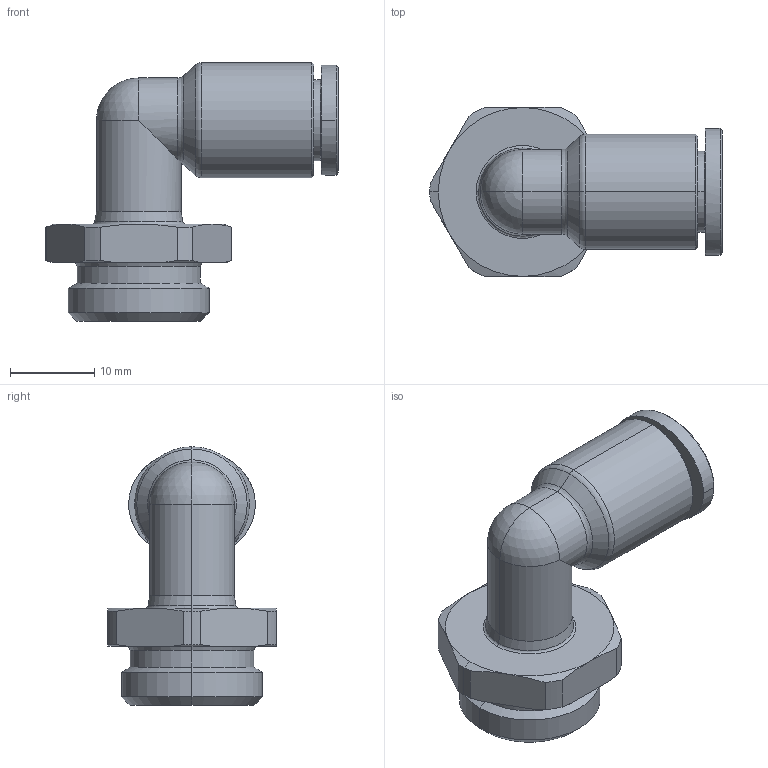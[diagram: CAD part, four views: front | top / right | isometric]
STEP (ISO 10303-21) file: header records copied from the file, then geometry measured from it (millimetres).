
FILE_DESCRIPTION((''),'2;1');
FILE_NAME('GPL 08G03(L)(3D).stp','2012-12-21T09:52:41',(''),(''),'Mechanical Desktop.R8.0.24.0','Mechanical Desktop.R8.0.24.0',', , ');
FILE_SCHEMA(('CONFIG_CONTROL_DESIGN'));
Length unit declared in the file: millimetre
Products named in the file (2): GPL 08G03(L)(3D); 睡ヶ1
Assembly tree (1 placements, depth 2):
  GPL 08G03(L)(3D)
    睡ヶ1
Bounding box: 34.6 x 20 x 30.6 mm (x, y, z)
Volume: 5226.9 mm3; surface area: 3601.4 mm2
Topology: 1 solids, 1 shells, 453 faces, 1250 edges, 818 vertices
Faces by surface type: plane 347, cone 36, cylinder 33, bspline 33, sphere 2, torus 2
Entity records: 15120 total; most frequent: CARTESIAN_POINT 3543, ORIENTED_EDGE 2492, DIRECTION 2227, EDGE_CURVE 1246, VECTOR 1047, LINE 1047, VERTEX_POINT 818, AXIS2_PLACEMENT_3D 590
